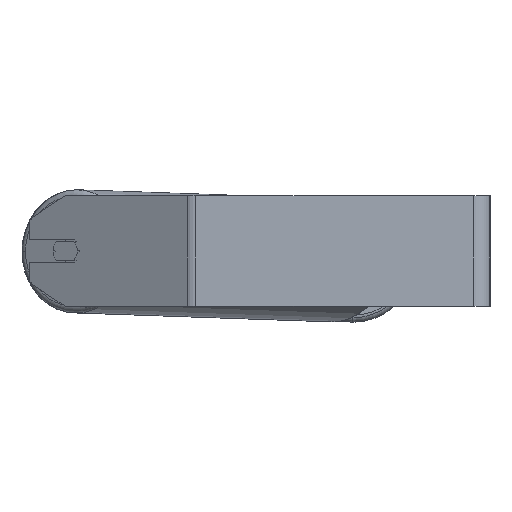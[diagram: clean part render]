
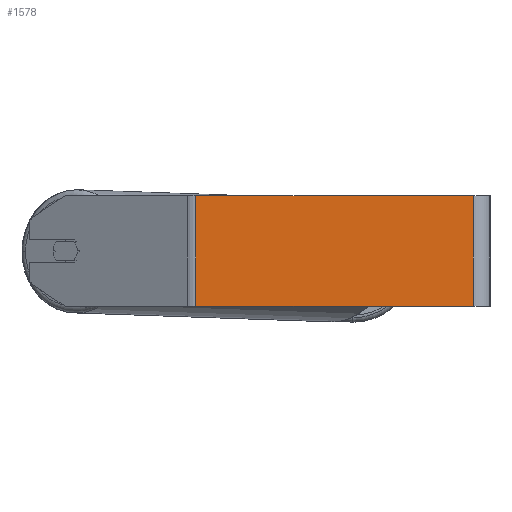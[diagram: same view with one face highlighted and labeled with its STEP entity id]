
A CAD part, left-side view. The second image highlights one B-rep face of the part: STEP entity #1578.
In plain terms, the highlighted planar face has unit normal (-1, 0, 0).
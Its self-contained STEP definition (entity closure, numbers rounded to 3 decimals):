
#196 = CARTESIAN_POINT ( 'NONE',  ( -620., 215.663, 40. ) ) ;
#486 = DIRECTION ( 'NONE',  ( 0., 0., -1. ) ) ;
#1220 = CARTESIAN_POINT ( 'NONE',  ( -620., 215.663, 40. ) ) ;
#1521 = ORIENTED_EDGE ( 'NONE', *, *, #3543, .F. ) ;
#1578 = ADVANCED_FACE ( 'NONE', ( #4514 ), #7295, .F. ) ;
#1618 = CARTESIAN_POINT ( 'NONE',  ( -620., 12., 40. ) ) ;
#1619 = EDGE_LOOP ( 'NONE', ( #5004, #4479, #1521, #8125 ) ) ;
#1674 = AXIS2_PLACEMENT_3D ( 'NONE', #1220, #6639, #1934 ) ;
#1702 = LINE ( 'NONE', #6337, #3741 ) ;
#1746 = DIRECTION ( 'NONE',  ( 0., 0., -1. ) ) ;
#1934 = DIRECTION ( 'NONE',  ( 0., 0., -1. ) ) ;
#2237 = CARTESIAN_POINT ( 'NONE',  ( -620., 212.448, -40. ) ) ;
#2387 = EDGE_CURVE ( 'NONE', #6540, #5707, #4338, .T. ) ;
#2400 = CARTESIAN_POINT ( 'NONE',  ( -620., 212.448, 40. ) ) ;
#3510 = LINE ( 'NONE', #6180, #5875 ) ;
#3543 = EDGE_CURVE ( 'NONE', #5845, #6540, #4110, .T. ) ;
#3741 = VECTOR ( 'NONE', #1746, 1000. ) ;
#4110 = LINE ( 'NONE', #196, #4984 ) ;
#4280 = CARTESIAN_POINT ( 'NONE',  ( -620., 12., -40. ) ) ;
#4303 = VERTEX_POINT ( 'NONE', #2237 ) ;
#4338 = LINE ( 'NONE', #1618, #6536 ) ;
#4479 = ORIENTED_EDGE ( 'NONE', *, *, #2387, .F. ) ;
#4514 = FACE_OUTER_BOUND ( 'NONE', #1619, .T. ) ;
#4889 = DIRECTION ( 'NONE',  ( 0., -1., 0. ) ) ;
#4984 = VECTOR ( 'NONE', #6896, 1000. ) ;
#5004 = ORIENTED_EDGE ( 'NONE', *, *, #7406, .T. ) ;
#5494 = EDGE_CURVE ( 'NONE', #5845, #4303, #1702, .T. ) ;
#5707 = VERTEX_POINT ( 'NONE', #4280 ) ;
#5845 = VERTEX_POINT ( 'NONE', #2400 ) ;
#5875 = VECTOR ( 'NONE', #4889, 1000. ) ;
#6180 = CARTESIAN_POINT ( 'NONE',  ( -620., 215.663, -40. ) ) ;
#6337 = CARTESIAN_POINT ( 'NONE',  ( -620., 212.448, 40. ) ) ;
#6536 = VECTOR ( 'NONE', #486, 1000. ) ;
#6540 = VERTEX_POINT ( 'NONE', #7391 ) ;
#6639 = DIRECTION ( 'NONE',  ( 1., 0., 0. ) ) ;
#6896 = DIRECTION ( 'NONE',  ( 0., -1., 0. ) ) ;
#7295 = PLANE ( 'NONE',  #1674 ) ;
#7391 = CARTESIAN_POINT ( 'NONE',  ( -620., 12., 40. ) ) ;
#7406 = EDGE_CURVE ( 'NONE', #4303, #5707, #3510, .T. ) ;
#8125 = ORIENTED_EDGE ( 'NONE', *, *, #5494, .T. ) ;
